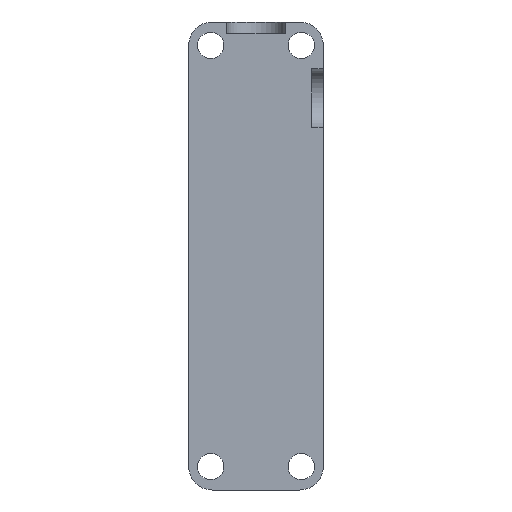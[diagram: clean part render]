
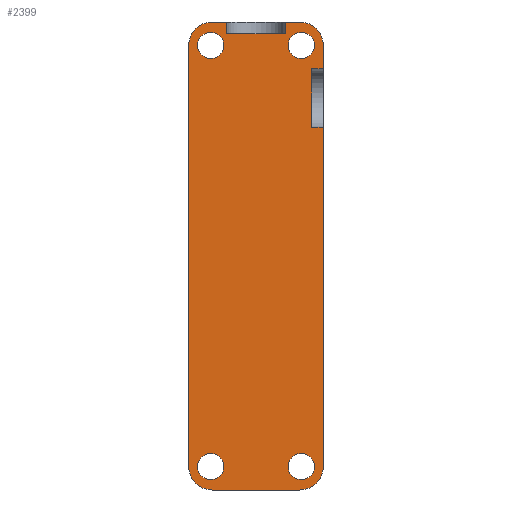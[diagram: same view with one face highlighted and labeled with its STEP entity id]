
A CAD part, front view. The second image highlights one B-rep face of the part: STEP entity #2399.
In plain terms, the highlighted planar face has unit normal (0, -1, 0).
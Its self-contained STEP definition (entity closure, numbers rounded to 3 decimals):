
#64=LINE('',#3471,#214);
#65=LINE('',#3474,#215);
#66=LINE('',#3478,#216);
#67=LINE('',#3480,#217);
#68=LINE('',#3482,#218);
#69=LINE('',#3484,#219);
#70=LINE('',#3486,#220);
#71=LINE('',#3490,#221);
#72=LINE('',#3494,#222);
#73=LINE('',#3498,#223);
#74=LINE('',#3500,#224);
#75=LINE('',#3502,#225);
#214=VECTOR('',#2838,1000.);
#215=VECTOR('',#2839,1000.);
#216=VECTOR('',#2842,1000.);
#217=VECTOR('',#2843,1000.);
#218=VECTOR('',#2844,1000.);
#219=VECTOR('',#2845,1000.);
#220=VECTOR('',#2846,1000.);
#221=VECTOR('',#2849,1000.);
#222=VECTOR('',#2852,1000.);
#223=VECTOR('',#2855,1000.);
#224=VECTOR('',#2856,1000.);
#225=VECTOR('',#2857,1000.);
#348=PLANE('',#2554);
#450=CIRCLE('',#2555,2.25);
#451=CIRCLE('',#2556,2.25);
#452=CIRCLE('',#2557,2.25);
#453=CIRCLE('',#2558,2.25);
#454=CIRCLE('',#2559,4.);
#455=CIRCLE('',#2560,4.);
#456=CIRCLE('',#2561,4.);
#457=CIRCLE('',#2562,4.);
#579=ORIENTED_EDGE('',*,*,#1122,.T.);
#580=ORIENTED_EDGE('',*,*,#1123,.T.);
#581=ORIENTED_EDGE('',*,*,#1124,.T.);
#582=ORIENTED_EDGE('',*,*,#1125,.T.);
#583=ORIENTED_EDGE('',*,*,#1126,.F.);
#584=ORIENTED_EDGE('',*,*,#1127,.F.);
#585=ORIENTED_EDGE('',*,*,#1128,.F.);
#586=ORIENTED_EDGE('',*,*,#1129,.F.);
#587=ORIENTED_EDGE('',*,*,#1130,.F.);
#588=ORIENTED_EDGE('',*,*,#1131,.T.);
#589=ORIENTED_EDGE('',*,*,#1132,.F.);
#590=ORIENTED_EDGE('',*,*,#1133,.F.);
#591=ORIENTED_EDGE('',*,*,#1134,.F.);
#592=ORIENTED_EDGE('',*,*,#1135,.F.);
#593=ORIENTED_EDGE('',*,*,#1136,.F.);
#594=ORIENTED_EDGE('',*,*,#1137,.F.);
#595=ORIENTED_EDGE('',*,*,#1138,.F.);
#596=ORIENTED_EDGE('',*,*,#1139,.F.);
#597=ORIENTED_EDGE('',*,*,#1140,.F.);
#598=ORIENTED_EDGE('',*,*,#1141,.F.);
#1122=EDGE_CURVE('',#1393,#1393,#450,.T.);
#1123=EDGE_CURVE('',#1394,#1394,#451,.T.);
#1124=EDGE_CURVE('',#1395,#1395,#452,.T.);
#1125=EDGE_CURVE('',#1396,#1396,#453,.T.);
#1126=EDGE_CURVE('',#1397,#1398,#64,.T.);
#1127=EDGE_CURVE('',#1399,#1397,#65,.T.);
#1128=EDGE_CURVE('',#1400,#1399,#454,.T.);
#1129=EDGE_CURVE('',#1401,#1400,#66,.T.);
#1130=EDGE_CURVE('',#1402,#1401,#67,.T.);
#1131=EDGE_CURVE('',#1402,#1403,#68,.T.);
#1132=EDGE_CURVE('',#1404,#1403,#69,.T.);
#1133=EDGE_CURVE('',#1405,#1404,#70,.T.);
#1134=EDGE_CURVE('',#1406,#1405,#455,.T.);
#1135=EDGE_CURVE('',#1407,#1406,#71,.T.);
#1136=EDGE_CURVE('',#1408,#1407,#456,.T.);
#1137=EDGE_CURVE('',#1409,#1408,#72,.T.);
#1138=EDGE_CURVE('',#1410,#1409,#457,.T.);
#1139=EDGE_CURVE('',#1411,#1410,#73,.T.);
#1140=EDGE_CURVE('',#1412,#1411,#74,.T.);
#1141=EDGE_CURVE('',#1398,#1412,#75,.T.);
#1393=VERTEX_POINT('',#3464);
#1394=VERTEX_POINT('',#3466);
#1395=VERTEX_POINT('',#3468);
#1396=VERTEX_POINT('',#3470);
#1397=VERTEX_POINT('',#3472);
#1398=VERTEX_POINT('',#3473);
#1399=VERTEX_POINT('',#3475);
#1400=VERTEX_POINT('',#3477);
#1401=VERTEX_POINT('',#3479);
#1402=VERTEX_POINT('',#3481);
#1403=VERTEX_POINT('',#3483);
#1404=VERTEX_POINT('',#3485);
#1405=VERTEX_POINT('',#3487);
#1406=VERTEX_POINT('',#3489);
#1407=VERTEX_POINT('',#3491);
#1408=VERTEX_POINT('',#3493);
#1409=VERTEX_POINT('',#3495);
#1410=VERTEX_POINT('',#3497);
#1411=VERTEX_POINT('',#3499);
#1412=VERTEX_POINT('',#3501);
#1552=EDGE_LOOP('',(#579));
#1553=EDGE_LOOP('',(#580));
#1554=EDGE_LOOP('',(#581));
#1555=EDGE_LOOP('',(#582));
#1556=EDGE_LOOP('',(#583,#584,#585,#586,#587,#588,#589,#590,#591,#592,#593,
#594,#595,#596,#597,#598));
#1707=FACE_BOUND('',#1552,.T.);
#1708=FACE_BOUND('',#1553,.T.);
#1709=FACE_BOUND('',#1554,.T.);
#1710=FACE_BOUND('',#1555,.T.);
#1711=FACE_BOUND('',#1556,.T.);
#2399=ADVANCED_FACE('',(#1707,#1708,#1709,#1710,#1711),#348,.F.);
#2554=AXIS2_PLACEMENT_3D('',#3462,#2828,#2829);
#2555=AXIS2_PLACEMENT_3D('',#3463,#2830,#2831);
#2556=AXIS2_PLACEMENT_3D('',#3465,#2832,#2833);
#2557=AXIS2_PLACEMENT_3D('',#3467,#2834,#2835);
#2558=AXIS2_PLACEMENT_3D('',#3469,#2836,#2837);
#2559=AXIS2_PLACEMENT_3D('',#3476,#2840,#2841);
#2560=AXIS2_PLACEMENT_3D('',#3488,#2847,#2848);
#2561=AXIS2_PLACEMENT_3D('',#3492,#2850,#2851);
#2562=AXIS2_PLACEMENT_3D('',#3496,#2853,#2854);
#2828=DIRECTION('',(0.,1.,0.));
#2829=DIRECTION('',(0.,0.,1.));
#2830=DIRECTION('',(0.,1.,0.));
#2831=DIRECTION('',(1.,0.,0.));
#2832=DIRECTION('',(0.,1.,0.));
#2833=DIRECTION('',(1.,0.,0.));
#2834=DIRECTION('',(0.,1.,0.));
#2835=DIRECTION('',(1.,0.,0.));
#2836=DIRECTION('',(0.,1.,0.));
#2837=DIRECTION('',(1.,0.,0.));
#2838=DIRECTION('',(0.,0.,-1.));
#2839=DIRECTION('',(1.,0.,0.));
#2840=DIRECTION('',(0.,1.,0.));
#2841=DIRECTION('',(1.,0.,0.));
#2842=DIRECTION('',(0.,0.,1.));
#2843=DIRECTION('',(-1.,0.,0.));
#2844=DIRECTION('',(0.,0.,-1.));
#2845=DIRECTION('',(1.,0.,0.));
#2846=DIRECTION('',(0.,0.,1.));
#2847=DIRECTION('',(0.,1.,0.));
#2848=DIRECTION('',(1.,0.,0.));
#2849=DIRECTION('',(-1.,0.,0.));
#2850=DIRECTION('',(0.,1.,0.));
#2851=DIRECTION('',(1.,0.,0.));
#2852=DIRECTION('',(0.,0.,-1.));
#2853=DIRECTION('',(0.,1.,0.));
#2854=DIRECTION('',(1.,0.,0.));
#2855=DIRECTION('',(1.,0.,0.));
#2856=DIRECTION('',(0.,0.,1.));
#2857=DIRECTION('',(1.,0.,0.));
#3462=CARTESIAN_POINT('',(-36.,0.,7.5));
#3463=CARTESIAN_POINT('',(36.,0.,7.75));
#3464=CARTESIAN_POINT('',(38.25,0.,7.75));
#3465=CARTESIAN_POINT('',(-36.,0.,7.75));
#3466=CARTESIAN_POINT('',(-33.75,0.,7.75));
#3467=CARTESIAN_POINT('',(-36.,0.,-7.75));
#3468=CARTESIAN_POINT('',(-33.75,0.,-7.75));
#3469=CARTESIAN_POINT('',(36.,0.,-7.75));
#3470=CARTESIAN_POINT('',(38.25,0.,-7.75));
#3471=CARTESIAN_POINT('',(-32.,0.,7.5));
#3472=CARTESIAN_POINT('',(-32.,0.,11.5));
#3473=CARTESIAN_POINT('',(-32.,0.,9.5));
#3474=CARTESIAN_POINT('',(-36.,0.,11.5));
#3475=CARTESIAN_POINT('',(-36.,0.,11.5));
#3476=CARTESIAN_POINT('',(-36.,0.,7.5));
#3477=CARTESIAN_POINT('',(-40.,0.,7.5));
#3478=CARTESIAN_POINT('',(-40.,0.,-7.5));
#3479=CARTESIAN_POINT('',(-40.,0.,5.));
#3480=CARTESIAN_POINT('',(-36.,0.,5.));
#3481=CARTESIAN_POINT('',(-38.,0.,5.));
#3482=CARTESIAN_POINT('',(-38.,0.,7.5));
#3483=CARTESIAN_POINT('',(-38.,0.,-5.));
#3484=CARTESIAN_POINT('',(-36.,0.,-5.));
#3485=CARTESIAN_POINT('',(-40.,0.,-5.));
#3486=CARTESIAN_POINT('',(-40.,0.,-7.5));
#3487=CARTESIAN_POINT('',(-40.,0.,-7.5));
#3488=CARTESIAN_POINT('',(-36.,0.,-7.5));
#3489=CARTESIAN_POINT('',(-36.,0.,-11.5));
#3490=CARTESIAN_POINT('',(36.,0.,-11.5));
#3491=CARTESIAN_POINT('',(36.,0.,-11.5));
#3492=CARTESIAN_POINT('',(36.,0.,-7.5));
#3493=CARTESIAN_POINT('',(40.,0.,-7.5));
#3494=CARTESIAN_POINT('',(40.,0.,7.5));
#3495=CARTESIAN_POINT('',(40.,0.,7.5));
#3496=CARTESIAN_POINT('',(36.,0.,7.5));
#3497=CARTESIAN_POINT('',(36.,0.,11.5));
#3498=CARTESIAN_POINT('',(-36.,0.,11.5));
#3499=CARTESIAN_POINT('',(-22.,0.,11.5));
#3500=CARTESIAN_POINT('',(-22.,0.,7.5));
#3501=CARTESIAN_POINT('',(-22.,0.,9.5));
#3502=CARTESIAN_POINT('',(-36.,0.,9.5));
